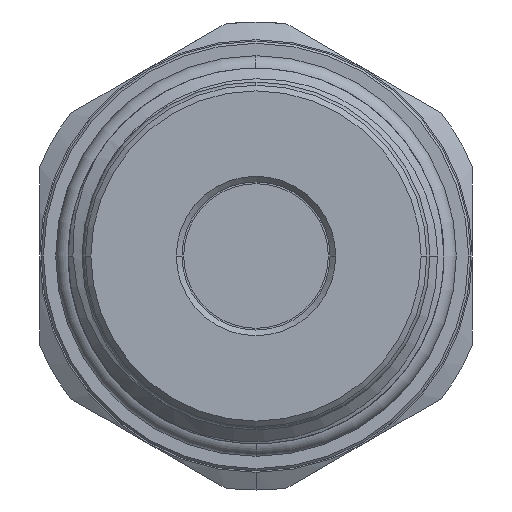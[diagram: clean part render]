
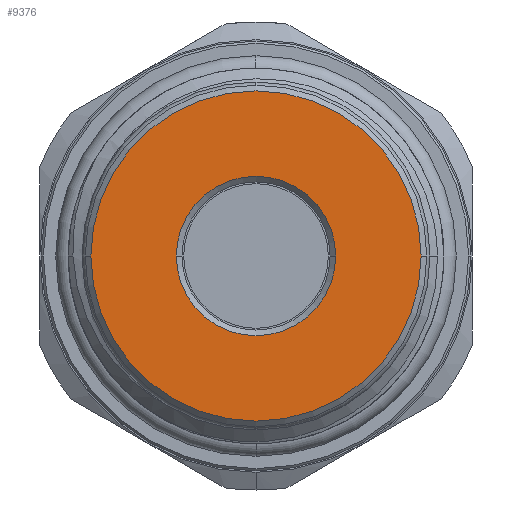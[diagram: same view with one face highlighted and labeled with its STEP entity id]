
A CAD part, left-side view. The second image highlights one B-rep face of the part: STEP entity #9376.
In plain terms, the highlighted planar face has unit normal (-1, 0, 0).
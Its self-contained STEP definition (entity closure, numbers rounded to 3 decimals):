
#327 = AXIS2_PLACEMENT_3D ( 'NONE', #11652, #12902, #10616 ) ;
#813 = EDGE_LOOP ( 'NONE', ( #8964, #6993 ) ) ;
#858 = DIRECTION ( 'NONE',  ( 0., 1., 0. ) ) ;
#1059 = CARTESIAN_POINT ( 'NONE',  ( 0., 0., 0. ) ) ;
#1314 = CARTESIAN_POINT ( 'NONE',  ( 0., 7., 0. ) ) ;
#1969 = VERTEX_POINT ( 'NONE', #5969 ) ;
#2272 = EDGE_CURVE ( 'NONE', #12145, #7581, #10001, .T. ) ;
#2382 = CIRCLE ( 'NONE', #5524, 14.5 ) ;
#2849 = CARTESIAN_POINT ( 'NONE',  ( 0., 0., 0. ) ) ;
#3349 = AXIS2_PLACEMENT_3D ( 'NONE', #2849, #8286, #12507 ) ;
#3579 = ORIENTED_EDGE ( 'NONE', *, *, #2272, .T. ) ;
#3960 = EDGE_CURVE ( 'NONE', #7581, #12145, #12586, .T. ) ;
#4206 = EDGE_CURVE ( 'NONE', #4496, #1969, #2382, .T. ) ;
#4284 = AXIS2_PLACEMENT_3D ( 'NONE', #14099, #7512, #4311 ) ;
#4311 = DIRECTION ( 'NONE',  ( 0., 1., 0. ) ) ;
#4496 = VERTEX_POINT ( 'NONE', #8416 ) ;
#5426 = AXIS2_PLACEMENT_3D ( 'NONE', #7168, #9515, #858 ) ;
#5524 = AXIS2_PLACEMENT_3D ( 'NONE', #1059, #8764, #6429 ) ;
#5969 = CARTESIAN_POINT ( 'NONE',  ( 0., -14.5, 0. ) ) ;
#6429 = DIRECTION ( 'NONE',  ( 0., 1., 0. ) ) ;
#6993 = ORIENTED_EDGE ( 'NONE', *, *, #13499, .T. ) ;
#7168 = CARTESIAN_POINT ( 'NONE',  ( 0., 0., 0. ) ) ;
#7512 = DIRECTION ( 'NONE',  ( 1., 0., 0. ) ) ;
#7581 = VERTEX_POINT ( 'NONE', #1314 ) ;
#7597 = EDGE_LOOP ( 'NONE', ( #3579, #13932 ) ) ;
#8286 = DIRECTION ( 'NONE',  ( 1., 0., 0. ) ) ;
#8416 = CARTESIAN_POINT ( 'NONE',  ( 0., 14.5, 0. ) ) ;
#8764 = DIRECTION ( 'NONE',  ( -1., 0., 0. ) ) ;
#8964 = ORIENTED_EDGE ( 'NONE', *, *, #4206, .T. ) ;
#9103 = CARTESIAN_POINT ( 'NONE',  ( 0., -7., 0. ) ) ;
#9376 = ADVANCED_FACE ( 'NONE', ( #10169, #11212 ), #9710, .F. ) ;
#9515 = DIRECTION ( 'NONE',  ( 1., 0., 0. ) ) ;
#9710 = PLANE ( 'NONE',  #4284 ) ;
#10001 = CIRCLE ( 'NONE', #5426, 7. ) ;
#10169 = FACE_BOUND ( 'NONE', #7597, .T. ) ;
#10616 = DIRECTION ( 'NONE',  ( 0., 1., 0. ) ) ;
#11212 = FACE_OUTER_BOUND ( 'NONE', #813, .T. ) ;
#11652 = CARTESIAN_POINT ( 'NONE',  ( 0., 0., 0. ) ) ;
#12145 = VERTEX_POINT ( 'NONE', #9103 ) ;
#12351 = CIRCLE ( 'NONE', #327, 14.5 ) ;
#12507 = DIRECTION ( 'NONE',  ( 0., 1., 0. ) ) ;
#12586 = CIRCLE ( 'NONE', #3349, 7. ) ;
#12902 = DIRECTION ( 'NONE',  ( -1., 0., 0. ) ) ;
#13499 = EDGE_CURVE ( 'NONE', #1969, #4496, #12351, .T. ) ;
#13932 = ORIENTED_EDGE ( 'NONE', *, *, #3960, .T. ) ;
#14099 = CARTESIAN_POINT ( 'NONE',  ( 0., 0., 0. ) ) ;
